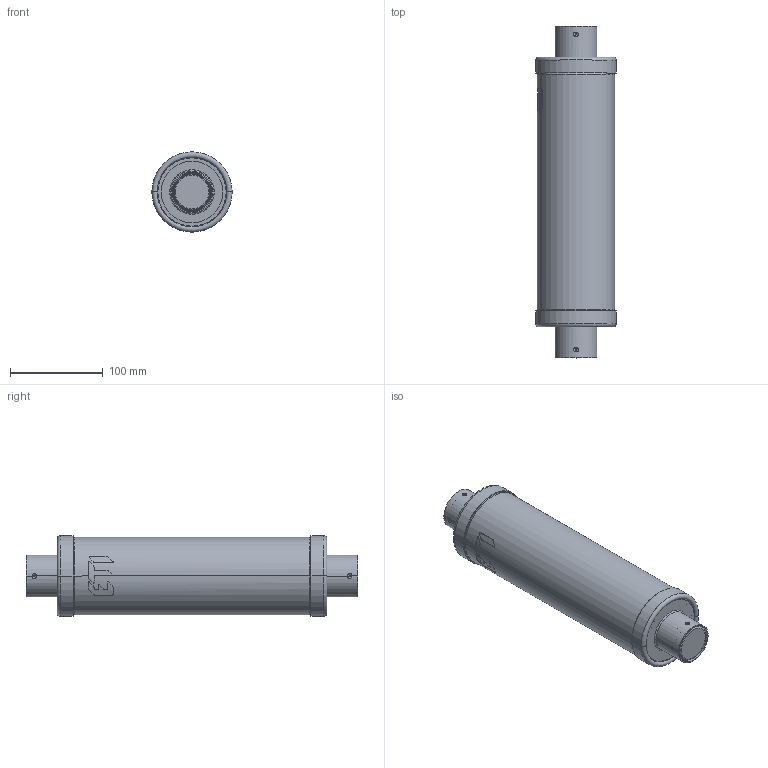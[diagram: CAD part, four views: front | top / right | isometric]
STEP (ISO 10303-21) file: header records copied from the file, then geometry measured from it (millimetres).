
FILE_DESCRIPTION((''),'2;1');
FILE_NAME('VV_835-292_ASM','2022-02-09T12:14:56',('marketing.praksa'),('Audax d.o.o.'),'CREO PARAMETRIC BY PTC INC, 2021304','CREO PARAMETRIC BY PTC INC, 2021304','');
FILE_SCHEMA(('AP242_MANAGED_MODEL_BASED_3D_ENGINEERING_MIM_LF { 1 0 10303 442 1 1 4 }'));
Length unit declared in the file: millimetre
Products named in the file (10): PRT0087_1_1_AF0_1_1_2_3_1; PRT0087_1_2_AF0_1_1_2_3_1; PRT0087_1_3_AF0_1_1_2_3_1; PRT0087_1_AF0_ASM_1_1_2_ASM_1_ASM; ETI_LOGO_ASM_1_1_2_ASM_1_ASM; BASE-835-292_1; 0000030793_1_1_1_1_1_2_1_1; 0000061570_1_1_1_2_3_1_1_1_1_1; KAPICA_ASM_1_1_ASM_1_ASM_1_ASM; VV_835-292_ASM
Assembly tree (10 placements, depth 4):
  VV_835-292_ASM
    ETI_LOGO_ASM_1_1_2_ASM_1_ASM
      PRT0087_1_AF0_ASM_1_1_2_ASM_1_ASM
        PRT0087_1_1_AF0_1_1_2_3_1
        PRT0087_1_2_AF0_1_1_2_3_1
        PRT0087_1_3_AF0_1_1_2_3_1
    BASE-835-292_1
    KAPICA_ASM_1_1_ASM_1_ASM_1_ASM  x2
      0000030793_1_1_1_1_1_2_1_1
      0000061570_1_1_1_2_3_1_1_1_1_1
Bounding box: 86.6 x 358 x 86.6 mm (x, y, z)
Volume: 606570.3 mm3; surface area: 205762.7 mm2
Topology: 8 solids, 8 shells, 351 faces, 972 edges, 653 vertices
Faces by surface type: cylinder 125, plane 82, torus 72, bspline 48, cone 24
Entity records: 14881 total; most frequent: CARTESIAN_POINT 4976, ORIENTED_EDGE 1340, DIRECTION 1229, EDGE_CURVE 670, PRESENTATION_STYLE_ASSIGNMENT 649, STYLED_ITEM 645, CURVE_STYLE 608, AXIS2_PLACEMENT_3D 527
